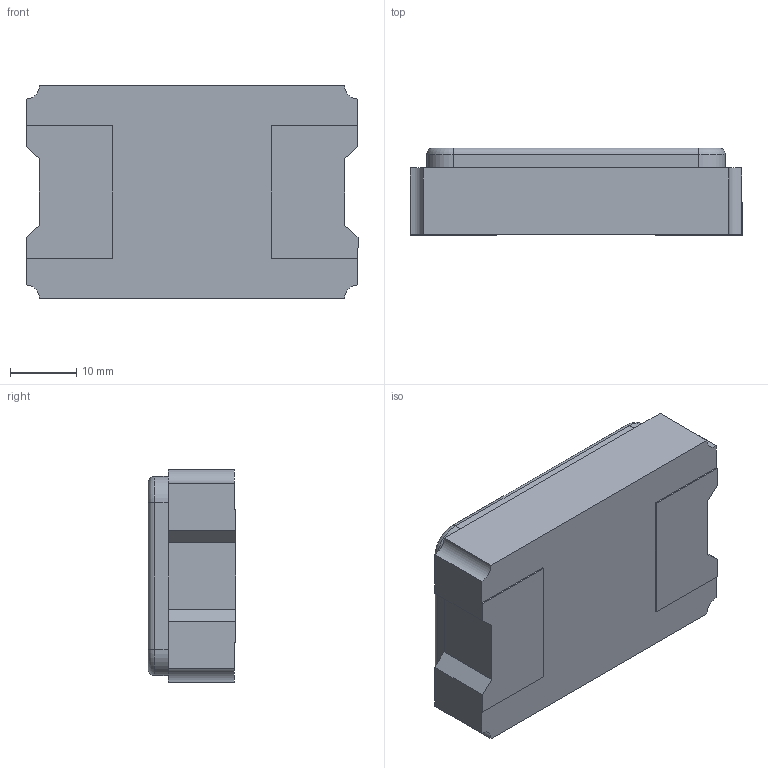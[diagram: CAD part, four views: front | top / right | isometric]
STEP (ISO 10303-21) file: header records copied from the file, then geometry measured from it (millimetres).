
FILE_DESCRIPTION (( 'STEP AP214' ), '1' );
FILE_NAME ('crystal_05x3.2.STEP', '2019-11-25T08:12:48', ( '' ), ( '' ), 'SwSTEP 2.0', 'SolidWorks 2018', '' );
FILE_SCHEMA (( 'AUTOMOTIVE_DESIGN' ));
Length unit declared in the file: millimetre
Products named in the file (1): crystal_05x3.2
Bounding box: 50 x 13.2 x 32 mm (x, y, z)
Volume: 19427.5 mm3; surface area: 5219 mm2
Topology: 1 solids, 1 shells, 210 faces, 562 edges, 372 vertices
Faces by surface type: bspline 114, plane 72, cylinder 20, torus 4
Entity records: 13380 total; most frequent: CARTESIAN_POINT 6731, ORIENTED_EDGE 1124, DIRECTION 572, EDGE_CURVE 562, VERTEX_POINT 372, VECTOR 290, LINE 290, EDGE_LOOP 228
